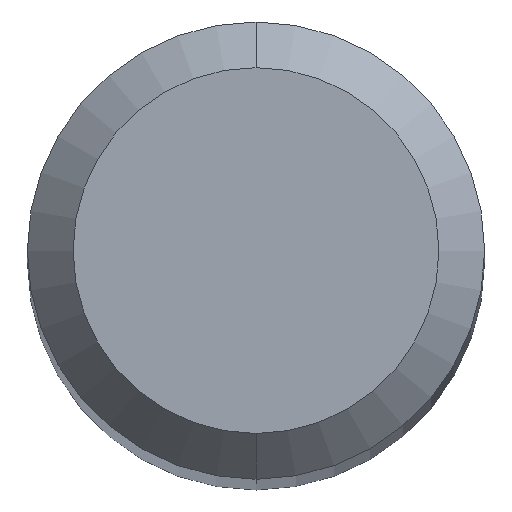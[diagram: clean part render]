
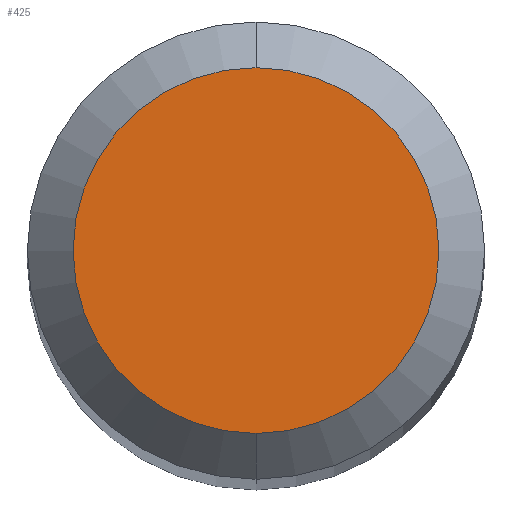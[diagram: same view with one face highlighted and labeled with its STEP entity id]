
A CAD part, top view. The second image highlights one B-rep face of the part: STEP entity #425.
In plain terms, the highlighted planar face has unit normal (0, 0, 1).
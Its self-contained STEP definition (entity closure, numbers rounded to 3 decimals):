
#187=EDGE_CURVE('',#209,#313,#480,.T.);
#209=VERTEX_POINT('',#505);
#313=VERTEX_POINT('',#619);
#423=EDGE_CURVE('',#313,#209,#739,.T.);
#425=ADVANCED_FACE('',(#741),#742,.T.);
#480=CIRCLE('',#811,1.2);
#505=CARTESIAN_POINT('',(0.0,1.2,0.0));
#619=CARTESIAN_POINT('',(0.,-1.2,0.0));
#739=CIRCLE('',#1324,1.2);
#741=FACE_OUTER_BOUND('',#1326,.T.);
#742=PLANE('',#1327);
#811=AXIS2_PLACEMENT_3D('',#1401,#1402,#1403);
#1324=AXIS2_PLACEMENT_3D('',#1687,#1688,#1689);
#1326=EDGE_LOOP('',(#1691,#1692));
#1327=AXIS2_PLACEMENT_3D('',#1693,#1694,#1695);
#1401=CARTESIAN_POINT('',(0.0,0.0,0.0));
#1402=DIRECTION('',(0.0,0.0,-1.0));
#1403=DIRECTION('',(0.0,1.0,0.0));
#1687=CARTESIAN_POINT('',(0.0,0.0,0.0));
#1688=DIRECTION('',(0.0,0.0,-1.0));
#1689=DIRECTION('',(0.0,1.0,0.0));
#1691=ORIENTED_EDGE('',*,*,#187,.F.);
#1692=ORIENTED_EDGE('',*,*,#423,.F.);
#1693=CARTESIAN_POINT('',(0.0,0.6,0.0));
#1694=DIRECTION('',(-0.0,0.0,1.0));
#1695=DIRECTION('',(0.0,-1.0,0.0));
